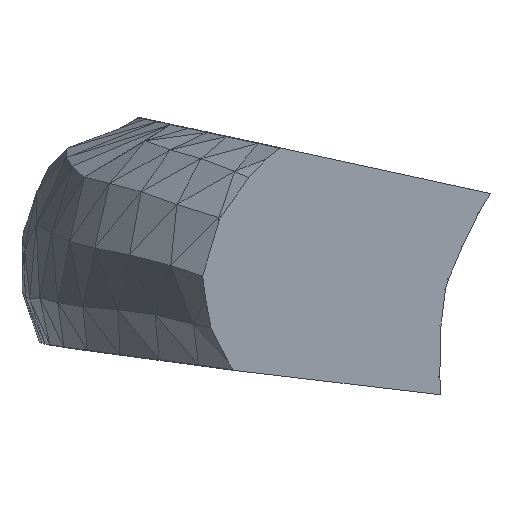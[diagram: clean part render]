
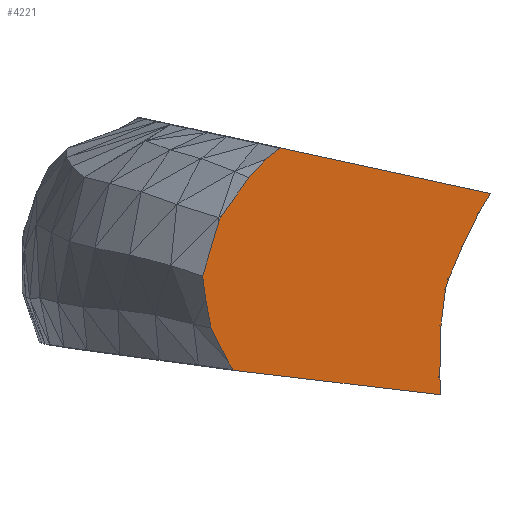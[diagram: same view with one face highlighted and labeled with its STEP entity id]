
A CAD part, left-side view. The second image highlights one B-rep face of the part: STEP entity #4221.
In plain terms, the highlighted planar face has unit normal (-0.703, -0.705, -0.094).
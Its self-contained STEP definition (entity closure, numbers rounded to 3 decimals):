
#27=FACE_OUTER_BOUND('',#332,.T.);
#332=EDGE_LOOP('',(#2812,#2813,#2814,#2815,#2816,#2817,#2818,#2819,#2820,
#2821,#2822,#2823,#2824,#2825,#2826,#2827,#2828,#2829,#2830,#2831,#2832,
#2833,#2834));
#689=LINE('',#6174,#1286);
#706=LINE('',#6209,#1303);
#707=LINE('',#6211,#1304);
#708=LINE('',#6213,#1305);
#709=LINE('',#6215,#1306);
#710=LINE('',#6217,#1307);
#711=LINE('',#6219,#1308);
#712=LINE('',#6221,#1309);
#713=LINE('',#6223,#1310);
#714=LINE('',#6225,#1311);
#715=LINE('',#6227,#1312);
#716=LINE('',#6229,#1313);
#717=LINE('',#6231,#1314);
#718=LINE('',#6233,#1315);
#719=LINE('',#6235,#1316);
#720=LINE('',#6237,#1317);
#721=LINE('',#6239,#1318);
#722=LINE('',#6240,#1319);
#723=LINE('',#6242,#1320);
#724=LINE('',#6244,#1321);
#725=LINE('',#6246,#1322);
#726=LINE('',#6248,#1323);
#727=LINE('',#6249,#1324);
#1286=VECTOR('',#4915,10.);
#1303=VECTOR('',#4942,10.);
#1304=VECTOR('',#4943,10.);
#1305=VECTOR('',#4944,10.);
#1306=VECTOR('',#4945,10.);
#1307=VECTOR('',#4946,10.);
#1308=VECTOR('',#4947,10.);
#1309=VECTOR('',#4948,10.);
#1310=VECTOR('',#4949,10.);
#1311=VECTOR('',#4950,10.);
#1312=VECTOR('',#4951,10.);
#1313=VECTOR('',#4952,10.);
#1314=VECTOR('',#4953,10.);
#1315=VECTOR('',#4954,10.);
#1316=VECTOR('',#4955,10.);
#1317=VECTOR('',#4956,10.);
#1318=VECTOR('',#4957,10.);
#1319=VECTOR('',#4958,10.);
#1320=VECTOR('',#4959,10.);
#1321=VECTOR('',#4960,10.);
#1322=VECTOR('',#4961,10.);
#1323=VECTOR('',#4962,10.);
#1324=VECTOR('',#4963,10.);
#1876=VERTEX_POINT('',#6171);
#1877=VERTEX_POINT('',#6173);
#1889=VERTEX_POINT('',#6207);
#1890=VERTEX_POINT('',#6208);
#1891=VERTEX_POINT('',#6210);
#1892=VERTEX_POINT('',#6212);
#1893=VERTEX_POINT('',#6214);
#1894=VERTEX_POINT('',#6216);
#1895=VERTEX_POINT('',#6218);
#1896=VERTEX_POINT('',#6220);
#1897=VERTEX_POINT('',#6222);
#1898=VERTEX_POINT('',#6224);
#1899=VERTEX_POINT('',#6226);
#1900=VERTEX_POINT('',#6228);
#1901=VERTEX_POINT('',#6230);
#1902=VERTEX_POINT('',#6232);
#1903=VERTEX_POINT('',#6234);
#1904=VERTEX_POINT('',#6236);
#1905=VERTEX_POINT('',#6238);
#1906=VERTEX_POINT('',#6241);
#1907=VERTEX_POINT('',#6243);
#1908=VERTEX_POINT('',#6245);
#1909=VERTEX_POINT('',#6247);
#2177=EDGE_CURVE('',#1876,#1877,#689,.T.);
#2194=EDGE_CURVE('',#1889,#1890,#706,.T.);
#2195=EDGE_CURVE('',#1891,#1889,#707,.T.);
#2196=EDGE_CURVE('',#1892,#1891,#708,.T.);
#2197=EDGE_CURVE('',#1893,#1892,#709,.T.);
#2198=EDGE_CURVE('',#1894,#1893,#710,.T.);
#2199=EDGE_CURVE('',#1895,#1894,#711,.T.);
#2200=EDGE_CURVE('',#1896,#1895,#712,.T.);
#2201=EDGE_CURVE('',#1897,#1896,#713,.T.);
#2202=EDGE_CURVE('',#1898,#1897,#714,.T.);
#2203=EDGE_CURVE('',#1899,#1898,#715,.T.);
#2204=EDGE_CURVE('',#1900,#1899,#716,.T.);
#2205=EDGE_CURVE('',#1901,#1900,#717,.T.);
#2206=EDGE_CURVE('',#1902,#1901,#718,.T.);
#2207=EDGE_CURVE('',#1903,#1902,#719,.T.);
#2208=EDGE_CURVE('',#1904,#1903,#720,.T.);
#2209=EDGE_CURVE('',#1905,#1904,#721,.T.);
#2210=EDGE_CURVE('',#1877,#1905,#722,.T.);
#2211=EDGE_CURVE('',#1906,#1876,#723,.T.);
#2212=EDGE_CURVE('',#1907,#1906,#724,.T.);
#2213=EDGE_CURVE('',#1908,#1907,#725,.T.);
#2214=EDGE_CURVE('',#1909,#1908,#726,.T.);
#2215=EDGE_CURVE('',#1890,#1909,#727,.T.);
#2812=ORIENTED_EDGE('',*,*,#2194,.F.);
#2813=ORIENTED_EDGE('',*,*,#2195,.F.);
#2814=ORIENTED_EDGE('',*,*,#2196,.F.);
#2815=ORIENTED_EDGE('',*,*,#2197,.F.);
#2816=ORIENTED_EDGE('',*,*,#2198,.F.);
#2817=ORIENTED_EDGE('',*,*,#2199,.F.);
#2818=ORIENTED_EDGE('',*,*,#2200,.F.);
#2819=ORIENTED_EDGE('',*,*,#2201,.F.);
#2820=ORIENTED_EDGE('',*,*,#2202,.F.);
#2821=ORIENTED_EDGE('',*,*,#2203,.F.);
#2822=ORIENTED_EDGE('',*,*,#2204,.F.);
#2823=ORIENTED_EDGE('',*,*,#2205,.F.);
#2824=ORIENTED_EDGE('',*,*,#2206,.F.);
#2825=ORIENTED_EDGE('',*,*,#2207,.F.);
#2826=ORIENTED_EDGE('',*,*,#2208,.F.);
#2827=ORIENTED_EDGE('',*,*,#2209,.F.);
#2828=ORIENTED_EDGE('',*,*,#2210,.F.);
#2829=ORIENTED_EDGE('',*,*,#2177,.F.);
#2830=ORIENTED_EDGE('',*,*,#2211,.F.);
#2831=ORIENTED_EDGE('',*,*,#2212,.F.);
#2832=ORIENTED_EDGE('',*,*,#2213,.F.);
#2833=ORIENTED_EDGE('',*,*,#2214,.F.);
#2834=ORIENTED_EDGE('',*,*,#2215,.F.);
#3916=PLANE('',#4540);
#4221=ADVANCED_FACE('',(#27),#3916,.F.);
#4540=AXIS2_PLACEMENT_3D('',#6206,#4940,#4941);
#4915=DIRECTION('',(0.71,-0.688,-0.15));
#4940=DIRECTION('center_axis',(0.703,0.705,0.094));
#4941=DIRECTION('ref_axis',(0.132,0.,-0.991));
#4942=DIRECTION('',(0.163,-0.288,0.944));
#4943=DIRECTION('',(0.159,-0.284,0.945));
#4944=DIRECTION('',(-0.253,0.125,0.959));
#4945=DIRECTION('',(-0.301,0.176,0.937));
#4946=DIRECTION('',(-0.498,0.395,0.772));
#4947=DIRECTION('',(-0.518,0.418,0.746));
#4948=DIRECTION('',(-0.007,-0.125,0.992));
#4949=DIRECTION('',(-0.711,0.698,0.082));
#4950=DIRECTION('',(0.007,0.125,-0.992));
#4951=DIRECTION('',(0.158,-0.026,-0.987));
#4952=DIRECTION('',(0.111,0.022,-0.994));
#4953=DIRECTION('',(0.007,0.125,-0.992));
#4954=DIRECTION('',(-0.147,0.273,-0.951));
#4955=DIRECTION('',(-0.262,0.379,-0.888));
#4956=DIRECTION('',(-0.302,0.415,-0.858));
#4957=DIRECTION('',(-0.372,0.477,-0.797));
#4958=DIRECTION('',(-0.055,0.186,-0.981));
#4959=DIRECTION('',(0.05,-0.181,0.982));
#4960=DIRECTION('',(0.576,-0.642,0.506));
#4961=DIRECTION('',(0.504,-0.587,0.633));
#4962=DIRECTION('',(0.431,-0.527,0.733));
#4963=DIRECTION('',(0.402,-0.503,0.765));
#6171=CARTESIAN_POINT('',(-13.218,103.421,1044.98));
#6173=CARTESIAN_POINT('',(-5.97,96.394,1043.45));
#6174=CARTESIAN_POINT('',(0.502,90.119,1042.084));
#6206=CARTESIAN_POINT('Origin',(-0.917,91.839,1039.79));
#6207=CARTESIAN_POINT('',(-14.941,105.474,1042.465));
#6208=CARTESIAN_POINT('',(-14.912,105.423,1042.631));
#6209=CARTESIAN_POINT('',(-14.641,104.943,1044.205));
#6210=CARTESIAN_POINT('',(-15.24,106.01,1040.683));
#6211=CARTESIAN_POINT('',(-14.642,104.94,1044.24));
#6212=CARTESIAN_POINT('',(-15.033,105.907,1039.896));
#6213=CARTESIAN_POINT('',(-14.475,105.632,1037.784));
#6214=CARTESIAN_POINT('',(-14.727,105.729,1038.944));
#6215=CARTESIAN_POINT('',(-13.865,105.226,1036.26));
#6216=CARTESIAN_POINT('',(-14.02,105.169,1037.849));
#6217=CARTESIAN_POINT('',(-11.764,103.383,1034.355));
#6218=CARTESIAN_POINT('',(-13.813,105.002,1037.551));
#6219=CARTESIAN_POINT('',(-11.582,103.203,1034.34));
#6220=CARTESIAN_POINT('',(-13.813,105.005,1037.532));
#6221=CARTESIAN_POINT('',(-13.827,104.768,1039.42));
#6222=CARTESIAN_POINT('',(-6.738,98.056,1036.711));
#6223=CARTESIAN_POINT('',(-2.514,93.907,1036.221));
#6224=CARTESIAN_POINT('',(-6.738,98.053,1036.731));
#6225=CARTESIAN_POINT('',(-6.752,97.819,1038.6));
#6226=CARTESIAN_POINT('',(-6.846,98.071,1037.408));
#6227=CARTESIAN_POINT('',(-7.065,98.107,1038.778));
#6228=CARTESIAN_POINT('',(-7.025,98.036,1039.011));
#6229=CARTESIAN_POINT('',(-7.032,98.035,1039.076));
#6230=CARTESIAN_POINT('',(-7.034,97.879,1040.261));
#6231=CARTESIAN_POINT('',(-7.035,97.855,1040.452));
#6232=CARTESIAN_POINT('',(-6.99,97.797,1040.545));
#6233=CARTESIAN_POINT('',(-6.87,97.574,1041.321));
#6234=CARTESIAN_POINT('',(-6.658,97.316,1041.671));
#6235=CARTESIAN_POINT('',(-6.597,97.228,1041.876));
#6236=CARTESIAN_POINT('',(-6.245,96.748,1042.844));
#6237=CARTESIAN_POINT('',(-5.995,96.404,1043.554));
#6238=CARTESIAN_POINT('',(-5.971,96.397,1043.43));
#6239=CARTESIAN_POINT('',(-5.78,96.152,1043.84));
#6240=CARTESIAN_POINT('',(-6.04,96.628,1042.211));
#6241=CARTESIAN_POINT('',(-13.219,103.425,1044.96));
#6242=CARTESIAN_POINT('',(-13.277,103.631,1043.838));
#6243=CARTESIAN_POINT('',(-13.622,103.873,1044.606));
#6244=CARTESIAN_POINT('',(-9.817,99.633,1047.947));
#6245=CARTESIAN_POINT('',(-14.126,104.461,1043.973));
#6246=CARTESIAN_POINT('',(-10.842,100.636,1048.096));
#6247=CARTESIAN_POINT('',(-14.887,105.392,1042.679));
#6248=CARTESIAN_POINT('',(-12.522,102.498,1046.702));
#6249=CARTESIAN_POINT('',(-12.863,102.86,1046.529));
